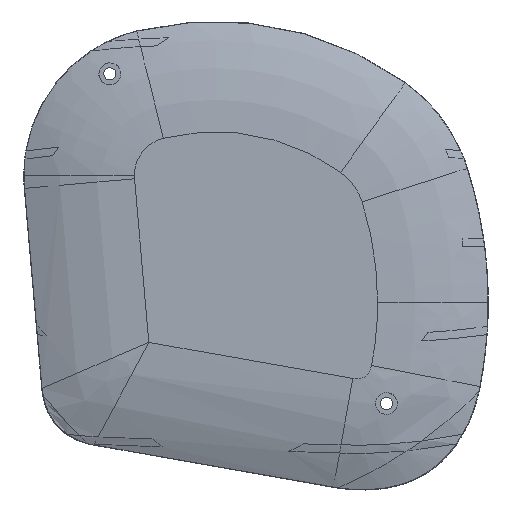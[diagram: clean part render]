
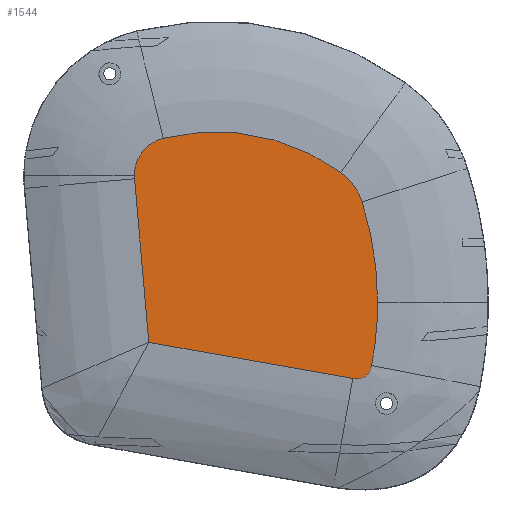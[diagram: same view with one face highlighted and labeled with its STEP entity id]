
A CAD part, top view. The second image highlights one B-rep face of the part: STEP entity #1544.
In plain terms, the highlighted planar face has unit normal (0, 0, 1).
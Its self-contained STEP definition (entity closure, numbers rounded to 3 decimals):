
#29 = PLANE ( 'NONE',  #2157 ) ;
#69 = CIRCLE ( 'NONE', #5831, 84.801 ) ;
#76 = DIRECTION ( 'NONE',  ( 1., 0., 0. ) ) ;
#132 = CARTESIAN_POINT ( 'NONE',  ( 48.214, 10.357, 75. ) ) ;
#157 = CARTESIAN_POINT ( 'NONE',  ( 50.154, 11.816, 75. ) ) ;
#195 = EDGE_CURVE ( 'NONE', #1605, #7352, #69, .T. ) ;
#206 = ORIENTED_EDGE ( 'NONE', *, *, #7259, .F. ) ;
#298 = AXIS2_PLACEMENT_3D ( 'NONE', #5518, #1711, #8074 ) ;
#400 = EDGE_LOOP ( 'NONE', ( #6438, #1744, #7726, #5206, #1473, #2804, #2863, #206, #3526 ) ) ;
#632 = CARTESIAN_POINT ( 'NONE',  ( 0., 62.2, 75. ) ) ;
#677 = DIRECTION ( 'NONE',  ( 1., 0., 0. ) ) ;
#724 = CARTESIAN_POINT ( 'NONE',  ( 47.398, 10.228, 75. ) ) ;
#776 = CARTESIAN_POINT ( 'NONE',  ( 50.547, 12.55, 75. ) ) ;
#917 = EDGE_CURVE ( 'NONE', #2217, #6970, #3717, .T. ) ;
#1234 = FACE_OUTER_BOUND ( 'NONE', #400, .T. ) ;
#1309 = CARTESIAN_POINT ( 'NONE',  ( 46.024, 10.327, 75. ) ) ;
#1328 = AXIS2_PLACEMENT_3D ( 'NONE', #6443, #2638, #7095 ) ;
#1387 = DIRECTION ( 'NONE',  ( 0., 0., -1. ) ) ;
#1411 = CARTESIAN_POINT ( 'NONE',  ( -9.801, 62.2, 75. ) ) ;
#1473 = ORIENTED_EDGE ( 'NONE', *, *, #2280, .F. ) ;
#1544 = ADVANCED_FACE ( 'NONE', ( #1234 ), #29, .F. ) ;
#1605 = VERTEX_POINT ( 'NONE', #5097 ) ;
#1618 = EDGE_CURVE ( 'NONE', #7352, #2260, #7672, .T. ) ;
#1711 = DIRECTION ( 'NONE',  ( 0., 0., -1. ) ) ;
#1744 = ORIENTED_EDGE ( 'NONE', *, *, #7630, .F. ) ;
#1755 = CIRCLE ( 'NONE', #298, 14.801 ) ;
#1760 = VERTEX_POINT ( 'NONE', #7392 ) ;
#1799 = DIRECTION ( 'NONE',  ( 1., 0., 0. ) ) ;
#1882 = DIRECTION ( 'NONE',  ( 0., 0., -1. ) ) ;
#1889 = DIRECTION ( 'NONE',  ( 0., 0., -1. ) ) ;
#1905 = CARTESIAN_POINT ( 'NONE',  ( 48.978, 10.677, 75. ) ) ;
#1954 = CIRCLE ( 'NONE', #2559, 9.801 ) ;
#2019 = CARTESIAN_POINT ( 'NONE',  ( 50.815, 13.62, 75. ) ) ;
#2132 = EDGE_CURVE ( 'NONE', #1760, #4386, #7092, .T. ) ;
#2157 = AXIS2_PLACEMENT_3D ( 'NONE', #6254, #1889, #677 ) ;
#2217 = VERTEX_POINT ( 'NONE', #5595 ) ;
#2260 = VERTEX_POINT ( 'NONE', #3211 ) ;
#2280 = EDGE_CURVE ( 'NONE', #6954, #3617, #4877, .T. ) ;
#2362 = DIRECTION ( 'NONE',  ( 1., 0., 0. ) ) ;
#2390 = DIRECTION ( 'NONE',  ( 0., 0., -1. ) ) ;
#2543 = AXIS2_PLACEMENT_3D ( 'NONE', #632, #4445, #7565 ) ;
#2559 = AXIS2_PLACEMENT_3D ( 'NONE', #4958, #1882, #1799 ) ;
#2638 = DIRECTION ( 'NONE',  ( 0., 0., -1. ) ) ;
#2650 = CARTESIAN_POINT ( 'NONE',  ( 50.001, 11.586, 75. ) ) ;
#2804 = ORIENTED_EDGE ( 'NONE', *, *, #7205, .F. ) ;
#2863 = ORIENTED_EDGE ( 'NONE', *, *, #2132, .F. ) ;
#2891 = VECTOR ( 'NONE', #4336, 1000. ) ;
#3013 = CARTESIAN_POINT ( 'NONE',  ( -32.428, 29.801, 75. ) ) ;
#3028 = CARTESIAN_POINT ( 'NONE',  ( 42.941, 62.999, 75. ) ) ;
#3211 = CARTESIAN_POINT ( 'NONE',  ( 50.815, 13.62, 75. ) ) ;
#3243 = CARTESIAN_POINT ( 'NONE',  ( 49.428, 10.987, 75. ) ) ;
#3298 = CARTESIAN_POINT ( 'NONE',  ( 46.297, 10.279, 75. ) ) ;
#3350 = LINE ( 'NONE', #5062, #4830 ) ;
#3526 = ORIENTED_EDGE ( 'NONE', *, *, #1618, .F. ) ;
#3617 = VERTEX_POINT ( 'NONE', #1411 ) ;
#3657 = CARTESIAN_POINT ( 'NONE',  ( -6.105, 19.519, 75. ) ) ;
#3717 = CIRCLE ( 'NONE', #4337, 54.801 ) ;
#3903 = CARTESIAN_POINT ( 'NONE',  ( 47.946, 10.296, 75. ) ) ;
#4324 = CARTESIAN_POINT ( 'NONE',  ( 52.373, 29.801, 75. ) ) ;
#4336 = DIRECTION ( 'NONE',  ( -0.985, 0.174, 0. ) ) ;
#4337 = AXIS2_PLACEMENT_3D ( 'NONE', #7032, #1387, #76 ) ;
#4386 = VERTEX_POINT ( 'NONE', #3657 ) ;
#4445 = DIRECTION ( 'NONE',  ( 0., 0., -1. ) ) ;
#4447 = B_SPLINE_CURVE_WITH_KNOTS ( 'NONE', 3,
 ( #2019, #4543, #776, #157, #2650, #7062, #7651, #3243, #7116, #1905, #4572, #5149, #132, #3903, #724, #7684, #7087, #3298, #1309 ),
 .UNSPECIFIED., .F., .F.,
 ( 4, 2, 2, 2, 1, 2, 2, 2, 2, 4 ),
 ( 0., 0.002, 0.002, 0.003, 0.003, 0.004, 0.004, 0.005, 0.006, 0.007 ),
 .UNSPECIFIED. ) ;
#4543 = CARTESIAN_POINT ( 'NONE',  ( 50.71, 13.076, 75. ) ) ;
#4572 = CARTESIAN_POINT ( 'NONE',  ( 48.732, 10.552, 75. ) ) ;
#4830 = VECTOR ( 'NONE', #8133, 1000. ) ;
#4877 = CIRCLE ( 'NONE', #2543, 9.801 ) ;
#4958 = CARTESIAN_POINT ( 'NONE',  ( 0., 62.2, 75. ) ) ;
#5062 = CARTESIAN_POINT ( 'NONE',  ( -9.764, 61.345, 75. ) ) ;
#5097 = CARTESIAN_POINT ( 'NONE',  ( 48.395, 55.472, 75. ) ) ;
#5149 = CARTESIAN_POINT ( 'NONE',  ( 48.604, 10.497, 75. ) ) ;
#5206 = ORIENTED_EDGE ( 'NONE', *, *, #7193, .F. ) ;
#5518 = CARTESIAN_POINT ( 'NONE',  ( 34.288, 50.991, 75. ) ) ;
#5595 = CARTESIAN_POINT ( 'NONE',  ( -2.374, 71.709, 75. ) ) ;
#5831 = AXIS2_PLACEMENT_3D ( 'NONE', #3013, #2390, #2362 ) ;
#6254 = CARTESIAN_POINT ( 'NONE',  ( 0., 0., 75. ) ) ;
#6438 = ORIENTED_EDGE ( 'NONE', *, *, #195, .F. ) ;
#6443 = CARTESIAN_POINT ( 'NONE',  ( -32.428, 29.801, 75. ) ) ;
#6836 = CARTESIAN_POINT ( 'NONE',  ( -9.764, 61.345, 75. ) ) ;
#6954 = VERTEX_POINT ( 'NONE', #6836 ) ;
#6970 = VERTEX_POINT ( 'NONE', #3028 ) ;
#7032 = CARTESIAN_POINT ( 'NONE',  ( 10.902, 18.54, 75. ) ) ;
#7062 = CARTESIAN_POINT ( 'NONE',  ( 49.73, 11.272, 75. ) ) ;
#7087 = CARTESIAN_POINT ( 'NONE',  ( 46.571, 10.246, 75. ) ) ;
#7092 = LINE ( 'NONE', #7457, #2891 ) ;
#7095 = DIRECTION ( 'NONE',  ( 1., 0., 0. ) ) ;
#7116 = CARTESIAN_POINT ( 'NONE',  ( 49.213, 10.817, 75. ) ) ;
#7193 = EDGE_CURVE ( 'NONE', #3617, #2217, #1954, .T. ) ;
#7205 = EDGE_CURVE ( 'NONE', #4386, #6954, #3350, .T. ) ;
#7259 = EDGE_CURVE ( 'NONE', #2260, #1760, #4447, .T. ) ;
#7352 = VERTEX_POINT ( 'NONE', #4324 ) ;
#7392 = CARTESIAN_POINT ( 'NONE',  ( 46.024, 10.327, 75. ) ) ;
#7457 = CARTESIAN_POINT ( 'NONE',  ( -5.055, 19.334, 75. ) ) ;
#7565 = DIRECTION ( 'NONE',  ( 1., 0., 0. ) ) ;
#7630 = EDGE_CURVE ( 'NONE', #6970, #1605, #1755, .T. ) ;
#7651 = CARTESIAN_POINT ( 'NONE',  ( 49.633, 11.172, 75. ) ) ;
#7672 = CIRCLE ( 'NONE', #1328, 84.801 ) ;
#7684 = CARTESIAN_POINT ( 'NONE',  ( 47.12, 10.221, 75. ) ) ;
#7726 = ORIENTED_EDGE ( 'NONE', *, *, #917, .F. ) ;
#8074 = DIRECTION ( 'NONE',  ( 1., 0., 0. ) ) ;
#8133 = DIRECTION ( 'NONE',  ( -0.087, 0.996, 0. ) ) ;
